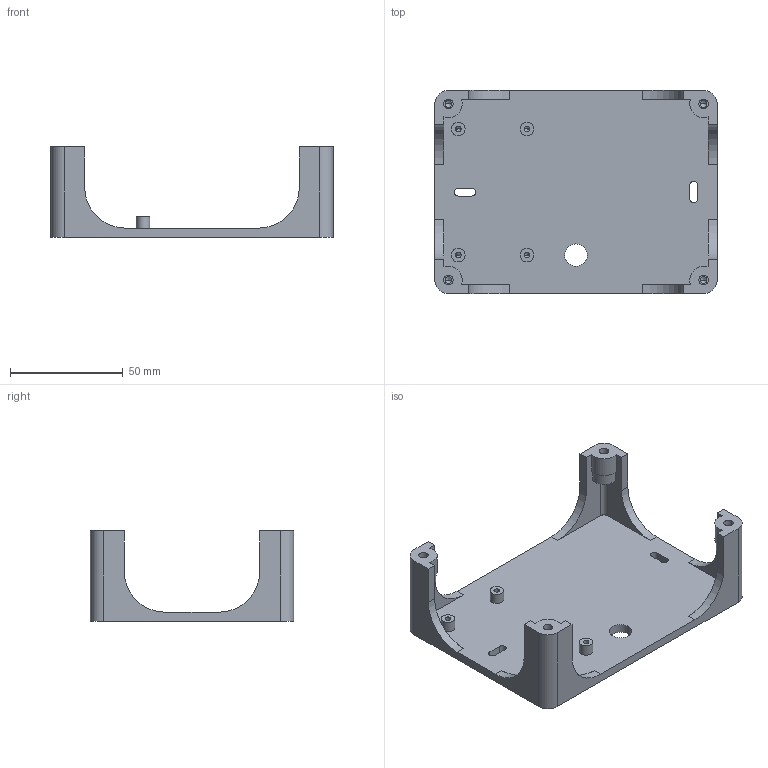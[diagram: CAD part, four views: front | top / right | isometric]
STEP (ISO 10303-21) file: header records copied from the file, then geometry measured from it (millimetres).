
FILE_DESCRIPTION (( 'STEP AP214' ), '1' );
FILE_NAME ('small box open sides.STEP', '2024-02-21T18:56:48', ( '' ), ( '' ), 'SwSTEP 2.0', 'SolidWorks 2017', '' );
FILE_SCHEMA (( 'AUTOMOTIVE_DESIGN' ));
Length unit declared in the file: millimetre
Products named in the file (1): small box open sides
Bounding box: 125 x 90 x 40 mm (x, y, z)
Volume: 63771.2 mm3; surface area: 34660.8 mm2
Topology: 1 solids, 1 shells, 133 faces, 359 edges, 220 vertices
Faces by surface type: cylinder 67, plane 42, cone 24
Entity records: 4143 total; most frequent: CARTESIAN_POINT 777, DIRECTION 731, ORIENTED_EDGE 670, EDGE_CURVE 335, AXIS2_PLACEMENT_3D 270, VERTEX_POINT 220, LINE 191, VECTOR 191
